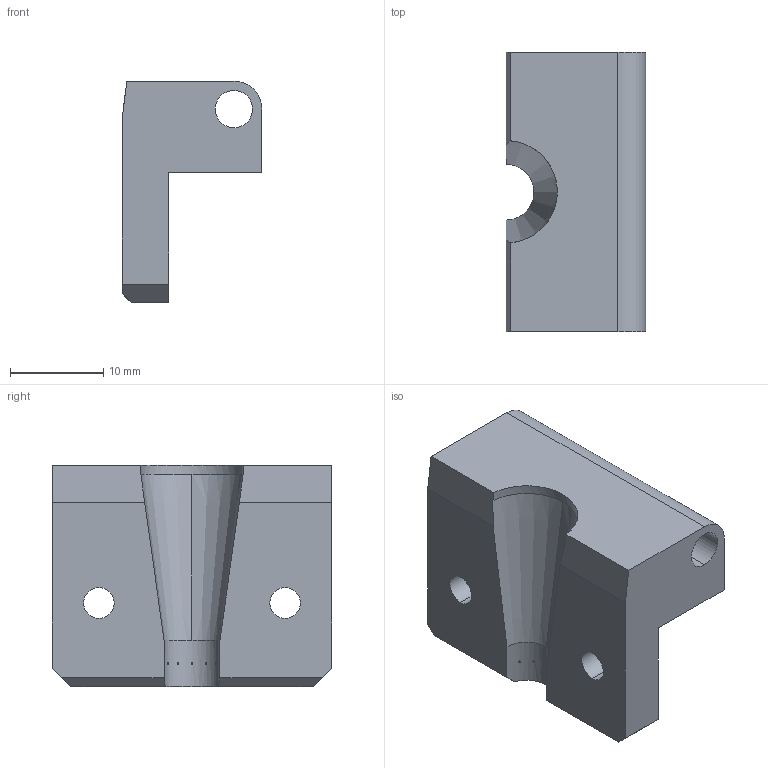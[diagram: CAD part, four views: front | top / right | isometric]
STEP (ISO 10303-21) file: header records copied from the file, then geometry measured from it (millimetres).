
FILE_DESCRIPTION (( 'STEP AP214' ), '1' );
FILE_NAME ('185-112 mors de pince.STEP', '2023-08-31T17:51:47', ( '' ), ( '' ), 'SwSTEP 2.0', 'SolidWorks 2016', '' );
FILE_SCHEMA (( 'AUTOMOTIVE_DESIGN' ));
Length unit declared in the file: millimetre
Products named in the file (1): 185-112 mors de pince
Bounding box: 15 x 30 x 23.8 mm (x, y, z)
Volume: 5301.3 mm3; surface area: 3158.2 mm2
Topology: 1 solids, 1 shells, 36 faces, 102 edges, 68 vertices
Faces by surface type: cylinder 19, plane 15, cone 2
Entity records: 1560 total; most frequent: CARTESIAN_POINT 549, ORIENTED_EDGE 204, DIRECTION 174, EDGE_CURVE 102, VERTEX_POINT 68, AXIS2_PLACEMENT_3D 59, LINE 56, VECTOR 56
